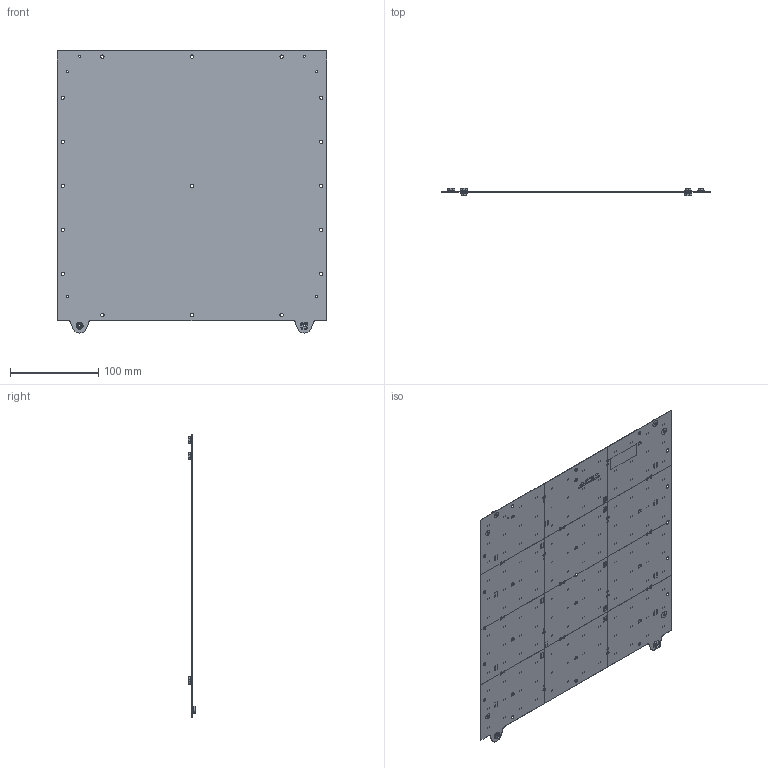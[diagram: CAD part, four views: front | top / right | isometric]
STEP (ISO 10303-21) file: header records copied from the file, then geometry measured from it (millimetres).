
FILE_DESCRIPTION (( 'STEP AP214' ), '1' );
FILE_NAME ('VFTX12NXXSXXX REV D.STEP', '2018-10-04T20:16:49', ( 'user' ), ( 'Microsoft' ), 'SwSTEP 2.0', 'SolidWorks 2018', '' );
FILE_SCHEMA (( 'AUTOMOTIVE_DESIGN' ));
Length unit declared in the file: millimetre
Products named in the file (1): VFTX12NXXSXXX REV D
Bounding box: 304.8 x 7.96 x 318.83 mm (x, y, z)
Volume: 32806.2 mm3; surface area: 188710.6 mm2
Topology: 1 solids, 1 shells, 3101 faces, 8333 edges, 5542 vertices
Faces by surface type: plane 2364, cylinder 737
Entity records: 115761 total; most frequent: CARTESIAN_POINT 16977, ORIENTED_EDGE 16666, DIRECTION 16047, EDGE_CURVE 8333, VECTOR 6823, LINE 6823, VERTEX_POINT 5542, AXIS2_PLACEMENT_3D 4612
